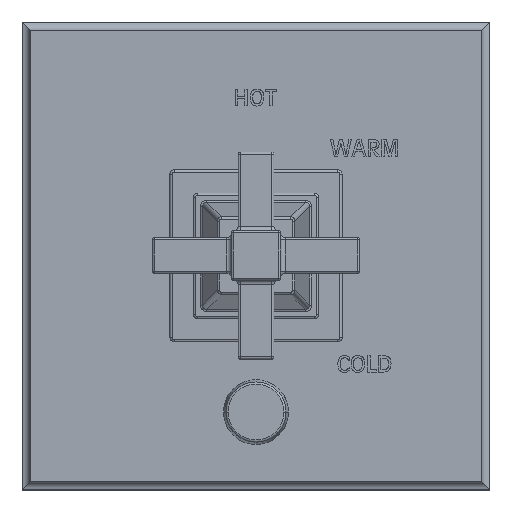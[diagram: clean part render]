
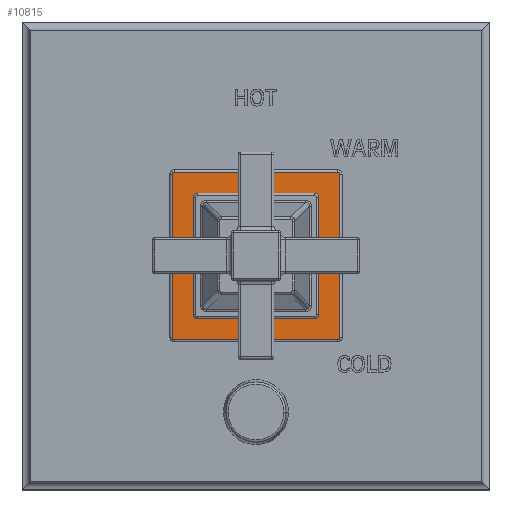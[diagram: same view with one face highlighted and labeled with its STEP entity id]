
A CAD part, top view. The second image highlights one B-rep face of the part: STEP entity #10815.
In plain terms, the highlighted planar face has unit normal (0, 0, 1).
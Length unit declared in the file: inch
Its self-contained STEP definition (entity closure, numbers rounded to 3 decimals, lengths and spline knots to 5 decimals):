
#2657=CARTESIAN_POINT('',(1.135,1.135,0.723));
#2658=DIRECTION('',(0.,0.,1.));
#2659=DIRECTION('',(1.,0.,0.));
#2660=AXIS2_PLACEMENT_3D('',#2657,#2658,#2659);
#2662=DIRECTION('',(0.,1.,0.));
#2663=VECTOR('',#2662,2.27);
#2664=CARTESIAN_POINT('',(1.165,-1.135,0.723));
#2665=LINE('',#2664,#2663);
#2666=CARTESIAN_POINT('',(1.135,-1.135,0.723));
#2667=DIRECTION('',(0.,0.,1.));
#2668=DIRECTION('',(0.,-1.,0.));
#2669=AXIS2_PLACEMENT_3D('',#2666,#2667,#2668);
#2671=DIRECTION('',(1.,0.,0.));
#2672=VECTOR('',#2671,2.27);
#2673=CARTESIAN_POINT('',(-1.135,-1.165,0.723));
#2674=LINE('',#2673,#2672);
#2675=CARTESIAN_POINT('',(-1.135,-1.135,0.723));
#2676=DIRECTION('',(0.,0.,1.));
#2677=DIRECTION('',(-1.,0.,0.));
#2678=AXIS2_PLACEMENT_3D('',#2675,#2676,#2677);
#2680=DIRECTION('',(0.,-1.,0.));
#2681=VECTOR('',#2680,2.27);
#2682=CARTESIAN_POINT('',(-1.165,1.135,0.723));
#2683=LINE('',#2682,#2681);
#2684=CARTESIAN_POINT('',(-1.135,1.135,0.723));
#2685=DIRECTION('',(0.,0.,1.));
#2686=DIRECTION('',(0.,1.,0.));
#2687=AXIS2_PLACEMENT_3D('',#2684,#2685,#2686);
#2689=DIRECTION('',(-1.,0.,0.));
#2690=VECTOR('',#2689,2.27);
#2691=CARTESIAN_POINT('',(1.135,1.165,0.723));
#2692=LINE('',#2691,#2690);
#3318=DIRECTION('',(0.,1.,0.));
#3319=VECTOR('',#3318,1.04);
#3320=CARTESIAN_POINT('',(-0.75,-0.52,0.723));
#3321=LINE('',#3320,#3319);
#3330=CARTESIAN_POINT('',(-0.52,0.52,0.723));
#3331=DIRECTION('',(0.,0.,1.));
#3332=DIRECTION('',(0.,1.,0.));
#3333=AXIS2_PLACEMENT_3D('',#3330,#3331,#3332);
#3340=DIRECTION('',(1.,0.,0.));
#3341=VECTOR('',#3340,1.04);
#3342=CARTESIAN_POINT('',(-0.52,0.75,0.723));
#3343=LINE('',#3342,#3341);
#3352=CARTESIAN_POINT('',(0.52,0.52,0.723));
#3353=DIRECTION('',(0.,0.,1.));
#3354=DIRECTION('',(1.,0.,0.));
#3355=AXIS2_PLACEMENT_3D('',#3352,#3353,#3354);
#3362=DIRECTION('',(0.,-1.,0.));
#3363=VECTOR('',#3362,1.04);
#3364=CARTESIAN_POINT('',(0.75,0.52,0.723));
#3365=LINE('',#3364,#3363);
#3374=CARTESIAN_POINT('',(0.52,-0.52,0.723));
#3375=DIRECTION('',(0.,0.,1.));
#3376=DIRECTION('',(0.,-1.,0.));
#3377=AXIS2_PLACEMENT_3D('',#3374,#3375,#3376);
#3384=DIRECTION('',(-1.,0.,0.));
#3385=VECTOR('',#3384,1.04);
#3386=CARTESIAN_POINT('',(0.52,-0.75,0.723));
#3387=LINE('',#3386,#3385);
#3396=CARTESIAN_POINT('',(-0.52,-0.52,0.723));
#3397=DIRECTION('',(0.,0.,1.));
#3398=DIRECTION('',(-1.,0.,0.));
#3399=AXIS2_PLACEMENT_3D('',#3396,#3397,#3398);
#7150=CARTESIAN_POINT('',(1.165,1.135,0.723));
#7151=CARTESIAN_POINT('',(1.135,1.165,0.723));
#7152=VERTEX_POINT('',#7150);
#7153=VERTEX_POINT('',#7151);
#7158=CARTESIAN_POINT('',(-1.135,1.165,0.723));
#7159=VERTEX_POINT('',#7158);
#7162=CARTESIAN_POINT('',(-1.165,1.135,0.723));
#7163=VERTEX_POINT('',#7162);
#7166=CARTESIAN_POINT('',(-1.165,-1.135,0.723));
#7167=VERTEX_POINT('',#7166);
#7170=CARTESIAN_POINT('',(-1.135,-1.165,0.723));
#7171=VERTEX_POINT('',#7170);
#7174=CARTESIAN_POINT('',(1.135,-1.165,0.723));
#7175=VERTEX_POINT('',#7174);
#7178=CARTESIAN_POINT('',(1.165,-1.135,0.723));
#7179=VERTEX_POINT('',#7178);
#7236=CARTESIAN_POINT('',(-0.75,-0.52,0.723));
#7237=CARTESIAN_POINT('',(-0.75,0.52,0.723));
#7238=VERTEX_POINT('',#7236);
#7239=VERTEX_POINT('',#7237);
#7240=CARTESIAN_POINT('',(-0.52,0.75,0.723));
#7241=CARTESIAN_POINT('',(0.52,0.75,0.723));
#7242=VERTEX_POINT('',#7240);
#7243=VERTEX_POINT('',#7241);
#7244=CARTESIAN_POINT('',(0.75,0.52,0.723));
#7245=CARTESIAN_POINT('',(0.75,-0.52,0.723));
#7246=VERTEX_POINT('',#7244);
#7247=VERTEX_POINT('',#7245);
#7248=CARTESIAN_POINT('',(0.52,-0.75,0.723));
#7249=CARTESIAN_POINT('',(-0.52,-0.75,0.723));
#7250=VERTEX_POINT('',#7248);
#7251=VERTEX_POINT('',#7249);
#10775=CARTESIAN_POINT('',(0.,0.,0.723));
#10776=DIRECTION('',(0.,0.,1.));
#10777=DIRECTION('',(0.,1.,0.));
#10778=AXIS2_PLACEMENT_3D('',#10775,#10776,#10777);
#10779=PLANE('',#10778);
#10781=ORIENTED_EDGE('',*,*,#10780,.F.);
#10783=ORIENTED_EDGE('',*,*,#10782,.F.);
#10785=ORIENTED_EDGE('',*,*,#10784,.F.);
#10787=ORIENTED_EDGE('',*,*,#10786,.F.);
#10789=ORIENTED_EDGE('',*,*,#10788,.F.);
#10790=ORIENTED_EDGE('',*,*,#10765,.F.);
#10792=ORIENTED_EDGE('',*,*,#10791,.F.);
#10794=ORIENTED_EDGE('',*,*,#10793,.F.);
#10795=EDGE_LOOP('',(#10781,#10783,#10785,#10787,#10789,#10790,#10792,#10794));
#10796=FACE_OUTER_BOUND('',#10795,.F.);
#10798=ORIENTED_EDGE('',*,*,#10797,.F.);
#10800=ORIENTED_EDGE('',*,*,#10799,.T.);
#10802=ORIENTED_EDGE('',*,*,#10801,.F.);
#10804=ORIENTED_EDGE('',*,*,#10803,.T.);
#10806=ORIENTED_EDGE('',*,*,#10805,.F.);
#10808=ORIENTED_EDGE('',*,*,#10807,.T.);
#10810=ORIENTED_EDGE('',*,*,#10809,.F.);
#10812=ORIENTED_EDGE('',*,*,#10811,.T.);
#10813=EDGE_LOOP('',(#10798,#10800,#10802,#10804,#10806,#10808,#10810,#10812));
#10814=FACE_BOUND('',#10813,.F.);
#10815=ADVANCED_FACE('',(#10796,#10814),#10779,.T.);
#2661=CIRCLE('',#2660,0.03);
#2670=CIRCLE('',#2669,0.03);
#2679=CIRCLE('',#2678,0.03);
#2688=CIRCLE('',#2687,0.03);
#3334=CIRCLE('',#3333,0.23);
#3356=CIRCLE('',#3355,0.23);
#3378=CIRCLE('',#3377,0.23);
#3400=CIRCLE('',#3399,0.23);
#10765=EDGE_CURVE('',#7163,#7167,#2683,.T.);
#10780=EDGE_CURVE('',#7152,#7153,#2661,.T.);
#10782=EDGE_CURVE('',#7179,#7152,#2665,.T.);
#10784=EDGE_CURVE('',#7175,#7179,#2670,.T.);
#10786=EDGE_CURVE('',#7171,#7175,#2674,.T.);
#10788=EDGE_CURVE('',#7167,#7171,#2679,.T.);
#10791=EDGE_CURVE('',#7159,#7163,#2688,.T.);
#10793=EDGE_CURVE('',#7153,#7159,#2692,.T.);
#10797=EDGE_CURVE('',#7238,#7239,#3321,.T.);
#10799=EDGE_CURVE('',#7238,#7251,#3400,.T.);
#10801=EDGE_CURVE('',#7250,#7251,#3387,.T.);
#10803=EDGE_CURVE('',#7250,#7247,#3378,.T.);
#10805=EDGE_CURVE('',#7246,#7247,#3365,.T.);
#10807=EDGE_CURVE('',#7246,#7243,#3356,.T.);
#10809=EDGE_CURVE('',#7242,#7243,#3343,.T.);
#10811=EDGE_CURVE('',#7242,#7239,#3334,.T.);
